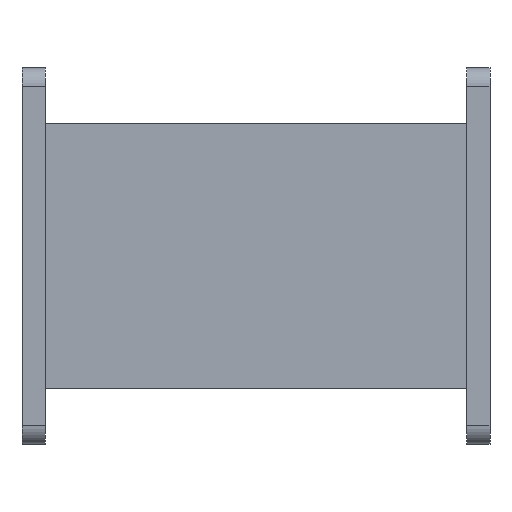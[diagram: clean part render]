
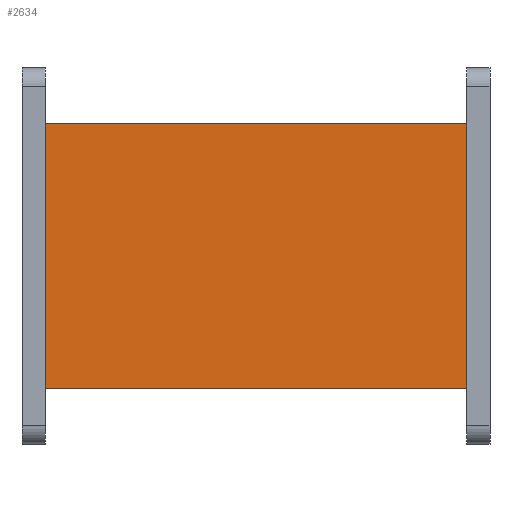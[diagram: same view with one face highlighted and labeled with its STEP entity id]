
A CAD part, front view. The second image highlights one B-rep face of the part: STEP entity #2634.
In plain terms, the highlighted planar face has unit normal (0, -1, 0).
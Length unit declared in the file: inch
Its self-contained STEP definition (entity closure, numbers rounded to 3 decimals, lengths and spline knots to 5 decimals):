
#531 = DIRECTION ( 'NONE',  ( 0., 0., -1. ) ) ;
#1704 = CARTESIAN_POINT ( 'NONE',  ( 3.54331, -1.15492, -2.22992 ) ) ;
#1755 = DIRECTION ( 'NONE',  ( 1., 0., 0. ) ) ;
#2634 = ADVANCED_FACE ( 'NONE', ( #28521 ), #15936, .F. ) ;
#4510 = LINE ( 'NONE', #40920, #26500 ) ;
#4563 = CARTESIAN_POINT ( 'NONE',  ( -3.54331, -1.15492, 2.22992 ) ) ;
#5994 = CARTESIAN_POINT ( 'NONE',  ( -3.54331, -1.15492, 2.22992 ) ) ;
#6735 = EDGE_CURVE ( 'NONE', #27424, #20862, #28553, .T. ) ;
#6816 = EDGE_CURVE ( 'NONE', #48984, #27424, #9534, .T. ) ;
#7013 = VERTEX_POINT ( 'NONE', #49402 ) ;
#7113 = DIRECTION ( 'NONE',  ( 0., 1., 0. ) ) ;
#9372 = LINE ( 'NONE', #4563, #17779 ) ;
#9534 = LINE ( 'NONE', #17829, #52690 ) ;
#15815 = EDGE_CURVE ( 'NONE', #48984, #7013, #9372, .T. ) ;
#15936 = PLANE ( 'NONE',  #35856 ) ;
#17304 = CARTESIAN_POINT ( 'NONE',  ( 3.54331, -1.15492, 2.22992 ) ) ;
#17779 = VECTOR ( 'NONE', #531, 39.37008 ) ;
#17829 = CARTESIAN_POINT ( 'NONE',  ( -3.54331, -1.15492, 2.22992 ) ) ;
#20862 = VERTEX_POINT ( 'NONE', #1704 ) ;
#26500 = VECTOR ( 'NONE', #36618, 39.37008 ) ;
#27424 = VERTEX_POINT ( 'NONE', #50738 ) ;
#27543 = ORIENTED_EDGE ( 'NONE', *, *, #15815, .T. ) ;
#28521 = FACE_OUTER_BOUND ( 'NONE', #50801, .T. ) ;
#28553 = LINE ( 'NONE', #17304, #34646 ) ;
#32314 = ORIENTED_EDGE ( 'NONE', *, *, #6816, .F. ) ;
#33848 = ORIENTED_EDGE ( 'NONE', *, *, #6735, .F. ) ;
#34646 = VECTOR ( 'NONE', #49742, 39.37008 ) ;
#35856 = AXIS2_PLACEMENT_3D ( 'NONE', #36016, #7113, #52421 ) ;
#36016 = CARTESIAN_POINT ( 'NONE',  ( -3.54331, -1.15492, 2.22992 ) ) ;
#36618 = DIRECTION ( 'NONE',  ( 1., 0., 0. ) ) ;
#40920 = CARTESIAN_POINT ( 'NONE',  ( -3.54331, -1.15492, -2.22992 ) ) ;
#48984 = VERTEX_POINT ( 'NONE', #5994 ) ;
#49402 = CARTESIAN_POINT ( 'NONE',  ( -3.54331, -1.15492, -2.22992 ) ) ;
#49742 = DIRECTION ( 'NONE',  ( 0., 0., -1. ) ) ;
#49985 = EDGE_CURVE ( 'NONE', #7013, #20862, #4510, .T. ) ;
#50738 = CARTESIAN_POINT ( 'NONE',  ( 3.54331, -1.15492, 2.22992 ) ) ;
#50801 = EDGE_LOOP ( 'NONE', ( #52670, #33848, #32314, #27543 ) ) ;
#52421 = DIRECTION ( 'NONE',  ( 0., 0., 1. ) ) ;
#52670 = ORIENTED_EDGE ( 'NONE', *, *, #49985, .T. ) ;
#52690 = VECTOR ( 'NONE', #1755, 39.37008 ) ;
